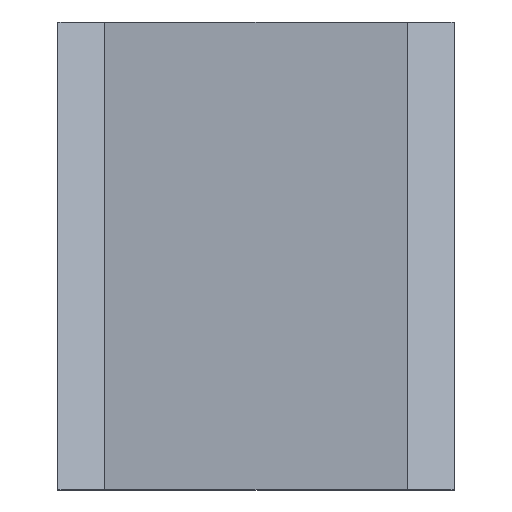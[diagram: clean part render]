
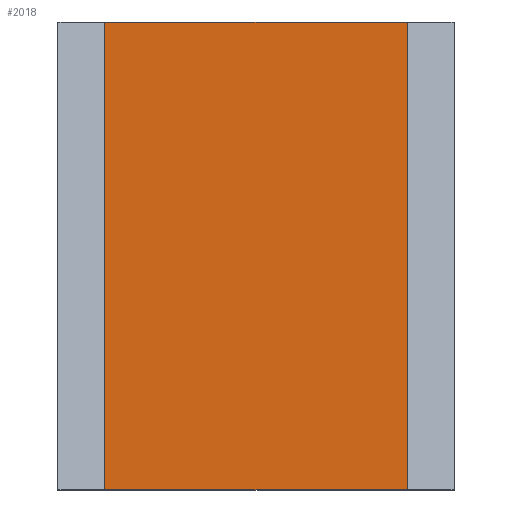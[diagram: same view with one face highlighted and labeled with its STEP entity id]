
A CAD part, top view. The second image highlights one B-rep face of the part: STEP entity #2018.
In plain terms, the highlighted planar face has unit normal (0, 0, 1).
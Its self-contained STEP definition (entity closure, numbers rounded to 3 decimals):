
#38 = DIRECTION ( 'NONE',  ( 1., 0., 0. ) ) ;
#149 = CARTESIAN_POINT ( 'NONE',  ( 15., 0., 0. ) ) ;
#173 = CARTESIAN_POINT ( 'NONE',  ( 112., 0., 0. ) ) ;
#217 = ORIENTED_EDGE ( 'NONE', *, *, #1420, .F. ) ;
#480 = CARTESIAN_POINT ( 'NONE',  ( 15., 150., 0. ) ) ;
#507 = DIRECTION ( 'NONE',  ( 0., 1., 0. ) ) ;
#545 = VERTEX_POINT ( 'NONE', #149 ) ;
#610 = CARTESIAN_POINT ( 'NONE',  ( 112., 150., 0. ) ) ;
#658 = CARTESIAN_POINT ( 'NONE',  ( 112., 0., 0. ) ) ;
#719 = DIRECTION ( 'NONE',  ( 1., 0., 0. ) ) ;
#721 = LINE ( 'NONE', #1572, #1211 ) ;
#803 = EDGE_CURVE ( 'NONE', #1141, #545, #1574, .T. ) ;
#871 = EDGE_CURVE ( 'NONE', #949, #1688, #2015, .T. ) ;
#877 = CARTESIAN_POINT ( 'NONE',  ( 0., 0., 0. ) ) ;
#918 = DIRECTION ( 'NONE',  ( 0., -1., 0. ) ) ;
#949 = VERTEX_POINT ( 'NONE', #658 ) ;
#1023 = VECTOR ( 'NONE', #507, 1000. ) ;
#1127 = ORIENTED_EDGE ( 'NONE', *, *, #1869, .T. ) ;
#1141 = VERTEX_POINT ( 'NONE', #480 ) ;
#1211 = VECTOR ( 'NONE', #38, 1000. ) ;
#1326 = VECTOR ( 'NONE', #719, 1000. ) ;
#1420 = EDGE_CURVE ( 'NONE', #1141, #1688, #721, .T. ) ;
#1421 = CARTESIAN_POINT ( 'NONE',  ( 15., 150., 0. ) ) ;
#1442 = FACE_OUTER_BOUND ( 'NONE', #1544, .T. ) ;
#1467 = CARTESIAN_POINT ( 'NONE',  ( 0., 150., 0. ) ) ;
#1544 = EDGE_LOOP ( 'NONE', ( #1127, #1801, #217, #1744 ) ) ;
#1572 = CARTESIAN_POINT ( 'NONE',  ( 0., 150., 0. ) ) ;
#1574 = LINE ( 'NONE', #1421, #2019 ) ;
#1688 = VERTEX_POINT ( 'NONE', #610 ) ;
#1721 = LINE ( 'NONE', #877, #1326 ) ;
#1744 = ORIENTED_EDGE ( 'NONE', *, *, #803, .T. ) ;
#1801 = ORIENTED_EDGE ( 'NONE', *, *, #871, .T. ) ;
#1869 = EDGE_CURVE ( 'NONE', #545, #949, #1721, .T. ) ;
#1952 = AXIS2_PLACEMENT_3D ( 'NONE', #1467, #2137, #1965 ) ;
#1965 = DIRECTION ( 'NONE',  ( -1., 0., 0. ) ) ;
#2015 = LINE ( 'NONE', #173, #1023 ) ;
#2018 = ADVANCED_FACE ( 'NONE', ( #1442 ), #2101, .F. ) ;
#2019 = VECTOR ( 'NONE', #918, 1000. ) ;
#2101 = PLANE ( 'NONE',  #1952 ) ;
#2137 = DIRECTION ( 'NONE',  ( 0., 0., -1. ) ) ;
